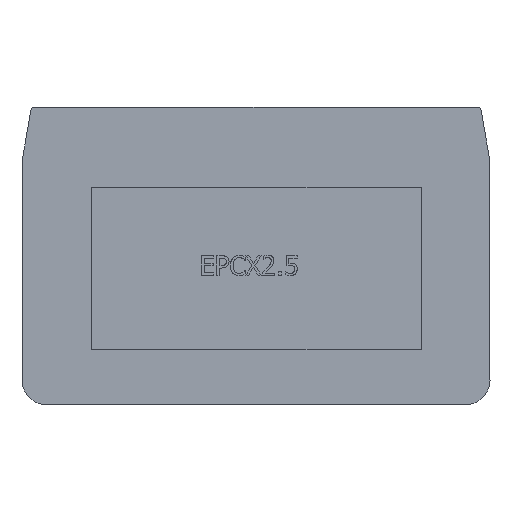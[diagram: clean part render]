
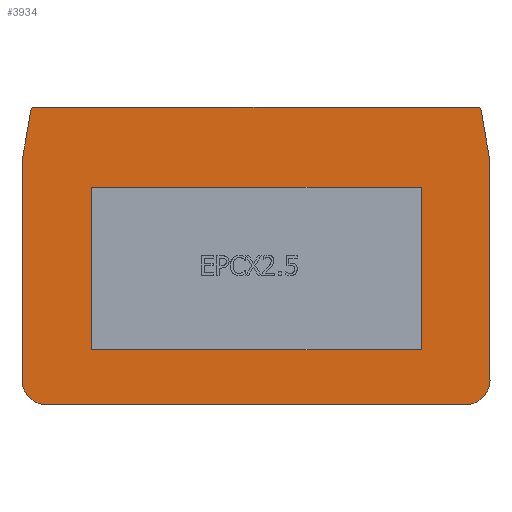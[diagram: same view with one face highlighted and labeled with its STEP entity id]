
A CAD part, front view. The second image highlights one B-rep face of the part: STEP entity #3934.
In plain terms, the highlighted planar face has unit normal (0, -1, 0).
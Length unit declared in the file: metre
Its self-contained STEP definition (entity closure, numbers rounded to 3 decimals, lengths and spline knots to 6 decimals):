
#49=CIRCLE('',#4111,0.0025);
#50=CIRCLE('',#4112,0.0025);
#51=CIRCLE('',#4113,0.0003);
#52=CIRCLE('',#4114,0.0003);
#73=FACE_BOUND('',#646,.T.);
#425=FACE_OUTER_BOUND('',#645,.T.);
#645=EDGE_LOOP('',(#3276,#3277,#3278,#3279,#3280,#3281,#3282,#3283,#3284,
#3285));
#646=EDGE_LOOP('',(#3286,#3287,#3288,#3289));
#882=LINE('',#6146,#1283);
#885=LINE('',#6151,#1286);
#887=LINE('',#6155,#1288);
#889=LINE('',#6158,#1290);
#1052=LINE('',#6545,#1453);
#1054=LINE('',#6550,#1455);
#1055=LINE('',#6554,#1456);
#1056=LINE('',#6558,#1457);
#1057=LINE('',#6560,#1458);
#1058=LINE('',#6564,#1459);
#1283=VECTOR('',#4466,0.016693);
#1286=VECTOR('',#4471,0.033818);
#1288=VECTOR('',#4475,0.016693);
#1290=VECTOR('',#4479,0.033818);
#1453=VECTOR('',#4838,0.045551);
#1455=VECTOR('',#4842,0.022482);
#1456=VECTOR('',#4845,0.043);
#1457=VECTOR('',#4848,0.022482);
#1458=VECTOR('',#4849,0.005343);
#1459=VECTOR('',#4854,0.005352);
#1679=VERTEX_POINT('',#6144);
#1680=VERTEX_POINT('',#6145);
#1681=VERTEX_POINT('',#6150);
#1682=VERTEX_POINT('',#6154);
#1807=VERTEX_POINT('',#6542);
#1808=VERTEX_POINT('',#6544);
#1809=VERTEX_POINT('',#6548);
#1810=VERTEX_POINT('',#6549);
#1811=VERTEX_POINT('',#6551);
#1812=VERTEX_POINT('',#6553);
#1813=VERTEX_POINT('',#6555);
#1814=VERTEX_POINT('',#6557);
#1815=VERTEX_POINT('',#6559);
#1816=VERTEX_POINT('',#6562);
#2132=EDGE_CURVE('',#1679,#1680,#882,.T.);
#2135=EDGE_CURVE('',#1681,#1679,#885,.T.);
#2137=EDGE_CURVE('',#1682,#1681,#887,.T.);
#2139=EDGE_CURVE('',#1680,#1682,#889,.T.);
#2320=EDGE_CURVE('',#1808,#1807,#1052,.T.);
#2322=EDGE_CURVE('',#1809,#1810,#1054,.T.);
#2323=EDGE_CURVE('',#1810,#1811,#49,.T.);
#2324=EDGE_CURVE('',#1811,#1812,#1055,.T.);
#2325=EDGE_CURVE('',#1812,#1813,#50,.T.);
#2326=EDGE_CURVE('',#1813,#1814,#1056,.T.);
#2327=EDGE_CURVE('',#1814,#1815,#1057,.T.);
#2328=EDGE_CURVE('',#1815,#1808,#51,.T.);
#2329=EDGE_CURVE('',#1807,#1816,#52,.T.);
#2330=EDGE_CURVE('',#1816,#1809,#1058,.T.);
#3276=ORIENTED_EDGE('',*,*,#2322,.T.);
#3277=ORIENTED_EDGE('',*,*,#2323,.T.);
#3278=ORIENTED_EDGE('',*,*,#2324,.T.);
#3279=ORIENTED_EDGE('',*,*,#2325,.T.);
#3280=ORIENTED_EDGE('',*,*,#2326,.T.);
#3281=ORIENTED_EDGE('',*,*,#2327,.T.);
#3282=ORIENTED_EDGE('',*,*,#2328,.T.);
#3283=ORIENTED_EDGE('',*,*,#2320,.T.);
#3284=ORIENTED_EDGE('',*,*,#2329,.T.);
#3285=ORIENTED_EDGE('',*,*,#2330,.T.);
#3286=ORIENTED_EDGE('',*,*,#2132,.T.);
#3287=ORIENTED_EDGE('',*,*,#2139,.T.);
#3288=ORIENTED_EDGE('',*,*,#2137,.T.);
#3289=ORIENTED_EDGE('',*,*,#2135,.T.);
#3529=PLANE('',#4110);
#3934=ADVANCED_FACE('',(#425,#73),#3529,.T.);
#4110=AXIS2_PLACEMENT_3D('',#6547,#4840,#4841);
#4111=AXIS2_PLACEMENT_3D('',#6552,#4843,#4844);
#4112=AXIS2_PLACEMENT_3D('',#6556,#4846,#4847);
#4113=AXIS2_PLACEMENT_3D('',#6561,#4850,#4851);
#4114=AXIS2_PLACEMENT_3D('',#6563,#4852,#4853);
#4466=DIRECTION('',(0.,0.,1.));
#4471=DIRECTION('',(-1.,0.,0.));
#4475=DIRECTION('',(0.,0.,-1.));
#4479=DIRECTION('',(1.,0.,0.));
#4838=DIRECTION('',(-1.,0.,0.));
#4840=DIRECTION('center_axis',(0.,-1.,0.));
#4841=DIRECTION('ref_axis',(0.,0.,-1.));
#4842=DIRECTION('',(0.,0.,-1.));
#4843=DIRECTION('center_axis',(0.,-1.,0.));
#4844=DIRECTION('ref_axis',(0.,0.,-1.));
#4845=DIRECTION('',(1.,0.,0.));
#4846=DIRECTION('center_axis',(0.,-1.,0.));
#4847=DIRECTION('ref_axis',(0.,0.,-1.));
#4848=DIRECTION('',(0.,0.,1.));
#4849=DIRECTION('',(-0.174,0.,0.985));
#4850=DIRECTION('center_axis',(0.,-1.,0.));
#4851=DIRECTION('ref_axis',(0.,0.,-1.));
#4852=DIRECTION('center_axis',(0.,-1.,0.));
#4853=DIRECTION('ref_axis',(0.,0.,-1.));
#4854=DIRECTION('',(-0.174,0.,-0.985));
#6144=CARTESIAN_POINT('',(-0.016869,-0.0015,-0.024871));
#6145=CARTESIAN_POINT('',(-0.016869,-0.0015,-0.008178));
#6146=CARTESIAN_POINT('',(-0.016869,-0.0015,-0.012685));
#6150=CARTESIAN_POINT('',(0.016949,-0.0015,-0.024871));
#6151=CARTESIAN_POINT('',(0.01977,-0.0015,-0.024871));
#6154=CARTESIAN_POINT('',(0.016949,-0.0015,-0.008178));
#6155=CARTESIAN_POINT('',(0.016949,-0.0015,-0.004339));
#6158=CARTESIAN_POINT('',(0.002861,-0.0015,-0.008178));
#6542=CARTESIAN_POINT('',(-0.022775,-0.0015,0.));
#6544=CARTESIAN_POINT('',(0.022775,-0.0015,0.));
#6545=CARTESIAN_POINT('',(0.022775,-0.0015,0.));
#6547=CARTESIAN_POINT('Origin',(0.022592,-0.0015,
-0.0005));
#6548=CARTESIAN_POINT('',(-0.024,-0.0015,-0.005518));
#6549=CARTESIAN_POINT('',(-0.024,-0.0015,-0.028));
#6550=CARTESIAN_POINT('',(-0.024,-0.0015,-0.005518));
#6551=CARTESIAN_POINT('',(-0.0215,-0.0015,-0.0305));
#6552=CARTESIAN_POINT('Origin',(-0.0215,-0.0015,
-0.028));
#6553=CARTESIAN_POINT('',(0.0215,-0.0015,-0.0305));
#6554=CARTESIAN_POINT('',(-0.0215,-0.0015,-0.0305));
#6555=CARTESIAN_POINT('',(0.024,-0.0015,-0.028));
#6556=CARTESIAN_POINT('Origin',(0.0215,-0.0015,
-0.028));
#6557=CARTESIAN_POINT('',(0.024,-0.0015,-0.005518));
#6558=CARTESIAN_POINT('',(0.024,-0.0015,-0.028));
#6559=CARTESIAN_POINT('',(0.023072,-0.0015,-0.000257));
#6560=CARTESIAN_POINT('',(0.024,-0.0015,-0.005518));
#6561=CARTESIAN_POINT('Origin',(0.022775,-0.0015,
-0.0003));
#6562=CARTESIAN_POINT('',(-0.023071,-0.0015,-0.000248));
#6563=CARTESIAN_POINT('Origin',(-0.022775,-0.0015,
-0.0003));
#6564=CARTESIAN_POINT('',(-0.023071,-0.0015,-0.000248));
